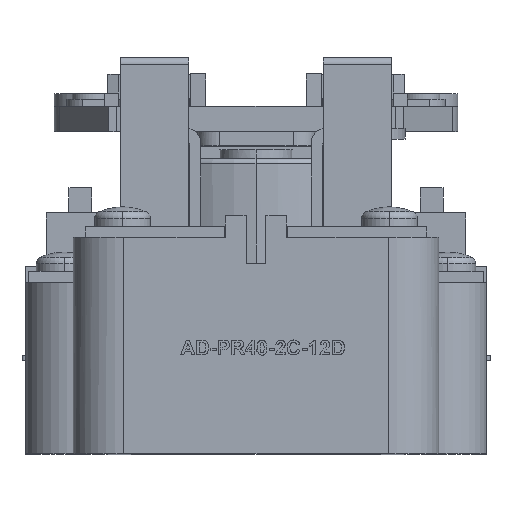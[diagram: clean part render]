
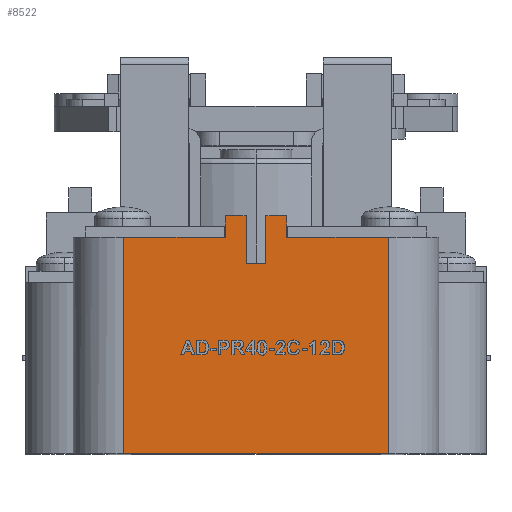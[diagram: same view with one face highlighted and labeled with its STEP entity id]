
A CAD part, top view. The second image highlights one B-rep face of the part: STEP entity #8522.
In plain terms, the highlighted planar face has unit normal (0, 0, 1).
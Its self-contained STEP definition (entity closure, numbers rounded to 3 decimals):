
#863 = CARTESIAN_POINT ( 'NONE',  ( -4.25, 33., 50. ) ) ;
#1885 = ORIENTED_EDGE ( 'NONE', *, *, #5970, .T. ) ;
#2088 = LINE ( 'NONE', #13838, #25170 ) ;
#3042 = CARTESIAN_POINT ( 'NONE',  ( -4.25, 30., 50. ) ) ;
#3581 = DIRECTION ( 'NONE',  ( 0., -1., 0. ) ) ;
#3629 = CARTESIAN_POINT ( 'NONE',  ( 4.25, 33., 50. ) ) ;
#4120 = FACE_OUTER_BOUND ( 'NONE', #8244, .T. ) ;
#5124 = VECTOR ( 'NONE', #37935, 1000. ) ;
#5233 = DIRECTION ( 'NONE',  ( 0., 1., 0. ) ) ;
#5520 = VECTOR ( 'NONE', #6352, 1000. ) ;
#5700 = ORIENTED_EDGE ( 'NONE', *, *, #22606, .F. ) ;
#5970 = EDGE_CURVE ( 'NONE', #13414, #14194, #33136, .T. ) ;
#6352 = DIRECTION ( 'NONE',  ( 1., 0., 0. ) ) ;
#7375 = CARTESIAN_POINT ( 'NONE',  ( -18.375, 0., 50. ) ) ;
#7493 = VERTEX_POINT ( 'NONE', #3042 ) ;
#8244 = EDGE_LOOP ( 'NONE', ( #22255, #21450, #33381, #37234, #1885, #15357, #16938, #30485, #15291, #37833, #5700, #31748 ) ) ;
#8506 = DIRECTION ( 'NONE',  ( 1., 0., 0. ) ) ;
#8522 = ADVANCED_FACE ( 'NONE', ( #4120 ), #20487, .T. ) ;
#8620 = VECTOR ( 'NONE', #27454, 1000. ) ;
#9089 = EDGE_CURVE ( 'NONE', #19447, #38074, #37573, .T. ) ;
#9586 = DIRECTION ( 'NONE',  ( 0., 1., 0. ) ) ;
#9809 = CARTESIAN_POINT ( 'NONE',  ( 4.25, 33., 50. ) ) ;
#11818 = CARTESIAN_POINT ( 'NONE',  ( -1.375, 26.34, 50. ) ) ;
#12741 = CARTESIAN_POINT ( 'NONE',  ( 18.375, 30., 50. ) ) ;
#13414 = VERTEX_POINT ( 'NONE', #25191 ) ;
#13506 = VECTOR ( 'NONE', #5233, 1000. ) ;
#13838 = CARTESIAN_POINT ( 'NONE',  ( 18.375, 30., 50. ) ) ;
#14194 = VERTEX_POINT ( 'NONE', #7375 ) ;
#14655 = EDGE_CURVE ( 'NONE', #19990, #7493, #22888, .T. ) ;
#15094 = VERTEX_POINT ( 'NONE', #22858 ) ;
#15291 = ORIENTED_EDGE ( 'NONE', *, *, #19256, .F. ) ;
#15357 = ORIENTED_EDGE ( 'NONE', *, *, #15605, .F. ) ;
#15507 = LINE ( 'NONE', #12741, #30595 ) ;
#15510 = CARTESIAN_POINT ( 'NONE',  ( 1.375, 26.34, 50. ) ) ;
#15605 = EDGE_CURVE ( 'NONE', #17198, #14194, #28910, .T. ) ;
#16411 = CARTESIAN_POINT ( 'NONE',  ( 18.375, 0., 50. ) ) ;
#16791 = VECTOR ( 'NONE', #30480, 1000. ) ;
#16861 = CARTESIAN_POINT ( 'NONE',  ( 4.25, 33., 50. ) ) ;
#16892 = DIRECTION ( 'NONE',  ( 0., -1., 0. ) ) ;
#16938 = ORIENTED_EDGE ( 'NONE', *, *, #25722, .F. ) ;
#17136 = VECTOR ( 'NONE', #9586, 1000. ) ;
#17198 = VERTEX_POINT ( 'NONE', #33435 ) ;
#18043 = VECTOR ( 'NONE', #3581, 1000. ) ;
#18291 = LINE ( 'NONE', #16861, #5124 ) ;
#19224 = CARTESIAN_POINT ( 'NONE',  ( 1.375, 26.34, 50. ) ) ;
#19256 = EDGE_CURVE ( 'NONE', #30273, #15094, #18291, .T. ) ;
#19447 = VERTEX_POINT ( 'NONE', #11818 ) ;
#19830 = LINE ( 'NONE', #9809, #27823 ) ;
#19897 = EDGE_CURVE ( 'NONE', #19990, #38074, #28604, .T. ) ;
#19990 = VERTEX_POINT ( 'NONE', #863 ) ;
#20487 = PLANE ( 'NONE',  #34809 ) ;
#20921 = VECTOR ( 'NONE', #28493, 1000. ) ;
#21450 = ORIENTED_EDGE ( 'NONE', *, *, #19897, .F. ) ;
#21567 = CARTESIAN_POINT ( 'NONE',  ( -18.375, 30., 50. ) ) ;
#22245 = VERTEX_POINT ( 'NONE', #19224 ) ;
#22255 = ORIENTED_EDGE ( 'NONE', *, *, #9089, .T. ) ;
#22606 = EDGE_CURVE ( 'NONE', #22245, #33016, #25134, .T. ) ;
#22858 = CARTESIAN_POINT ( 'NONE',  ( 4.25, 30., 50. ) ) ;
#22888 = LINE ( 'NONE', #31726, #30945 ) ;
#23040 = CARTESIAN_POINT ( 'NONE',  ( 1.375, 33., 50. ) ) ;
#23513 = CARTESIAN_POINT ( 'NONE',  ( 18.375, 30., 50. ) ) ;
#23920 = CARTESIAN_POINT ( 'NONE',  ( -1.375, 33., 50. ) ) ;
#24206 = EDGE_CURVE ( 'NONE', #33855, #15094, #15507, .T. ) ;
#24850 = DIRECTION ( 'NONE',  ( -1., 0., 0. ) ) ;
#25134 = LINE ( 'NONE', #15510, #17136 ) ;
#25170 = VECTOR ( 'NONE', #16892, 1000. ) ;
#25191 = CARTESIAN_POINT ( 'NONE',  ( -18.375, 30., 50. ) ) ;
#25221 = CARTESIAN_POINT ( 'NONE',  ( 18.375, 30., 50. ) ) ;
#25722 = EDGE_CURVE ( 'NONE', #33855, #17198, #2088, .T. ) ;
#26220 = CARTESIAN_POINT ( 'NONE',  ( -1.375, 26.34, 50. ) ) ;
#26483 = DIRECTION ( 'NONE',  ( 0., 0., 1. ) ) ;
#27100 = EDGE_CURVE ( 'NONE', #33016, #30273, #19830, .T. ) ;
#27424 = CARTESIAN_POINT ( 'NONE',  ( 18.375, 30., 50. ) ) ;
#27454 = DIRECTION ( 'NONE',  ( 1., 0., 0. ) ) ;
#27823 = VECTOR ( 'NONE', #27852, 1000. ) ;
#27852 = DIRECTION ( 'NONE',  ( 1., 0., 0. ) ) ;
#28493 = DIRECTION ( 'NONE',  ( -1., 0., 0. ) ) ;
#28604 = LINE ( 'NONE', #3629, #5520 ) ;
#28910 = LINE ( 'NONE', #16411, #20921 ) ;
#30255 = EDGE_CURVE ( 'NONE', #19447, #22245, #31718, .T. ) ;
#30273 = VERTEX_POINT ( 'NONE', #33911 ) ;
#30480 = DIRECTION ( 'NONE',  ( -1., 0., 0. ) ) ;
#30485 = ORIENTED_EDGE ( 'NONE', *, *, #24206, .T. ) ;
#30595 = VECTOR ( 'NONE', #24850, 1000. ) ;
#30945 = VECTOR ( 'NONE', #34613, 1000. ) ;
#31718 = LINE ( 'NONE', #33789, #8620 ) ;
#31726 = CARTESIAN_POINT ( 'NONE',  ( -4.25, 33., 50. ) ) ;
#31748 = ORIENTED_EDGE ( 'NONE', *, *, #30255, .F. ) ;
#33016 = VERTEX_POINT ( 'NONE', #23040 ) ;
#33136 = LINE ( 'NONE', #21567, #18043 ) ;
#33381 = ORIENTED_EDGE ( 'NONE', *, *, #14655, .T. ) ;
#33435 = CARTESIAN_POINT ( 'NONE',  ( 18.375, 0., 50. ) ) ;
#33789 = CARTESIAN_POINT ( 'NONE',  ( 1.375, 26.34, 50. ) ) ;
#33855 = VERTEX_POINT ( 'NONE', #25221 ) ;
#33911 = CARTESIAN_POINT ( 'NONE',  ( 4.25, 33., 50. ) ) ;
#34613 = DIRECTION ( 'NONE',  ( 0., -1., 0. ) ) ;
#34809 = AXIS2_PLACEMENT_3D ( 'NONE', #23513, #26483, #8506 ) ;
#35789 = EDGE_CURVE ( 'NONE', #7493, #13414, #37552, .T. ) ;
#37234 = ORIENTED_EDGE ( 'NONE', *, *, #35789, .T. ) ;
#37552 = LINE ( 'NONE', #27424, #16791 ) ;
#37573 = LINE ( 'NONE', #26220, #13506 ) ;
#37833 = ORIENTED_EDGE ( 'NONE', *, *, #27100, .F. ) ;
#37935 = DIRECTION ( 'NONE',  ( 0., -1., 0. ) ) ;
#38074 = VERTEX_POINT ( 'NONE', #23920 ) ;
